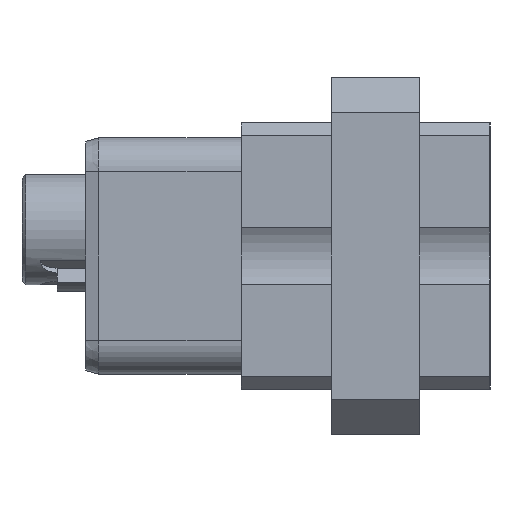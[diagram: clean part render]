
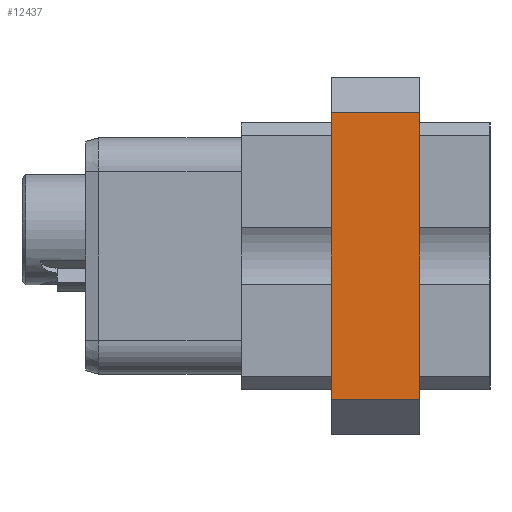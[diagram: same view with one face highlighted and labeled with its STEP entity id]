
A CAD part, left-side view. The second image highlights one B-rep face of the part: STEP entity #12437.
In plain terms, the highlighted planar face has unit normal (-1, 0, 0).
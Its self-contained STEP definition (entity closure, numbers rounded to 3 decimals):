
#295=DIRECTION('',(0.,0.,1.));
#296=VECTOR('',#295,16.3);
#297=CARTESIAN_POINT('',(-28.724,-10.154,-8.15));
#298=LINE('',#297,#296);
#487=DIRECTION('',(0.,1.,0.));
#488=VECTOR('',#487,5.028);
#489=CARTESIAN_POINT('',(-28.724,-10.154,8.15));
#490=LINE('',#489,#488);
#491=DIRECTION('',(0.,0.,1.));
#492=VECTOR('',#491,16.3);
#493=CARTESIAN_POINT('',(-28.724,-5.126,-8.15));
#494=LINE('',#493,#492);
#495=DIRECTION('',(0.,-1.,0.));
#496=VECTOR('',#495,5.028);
#497=CARTESIAN_POINT('',(-28.724,-5.126,-8.15));
#498=LINE('',#497,#496);
#10301=CARTESIAN_POINT('',(-28.724,-5.126,8.15));
#10303=VERTEX_POINT('',#10301);
#10306=CARTESIAN_POINT('',(-28.724,-5.126,-8.15));
#10308=VERTEX_POINT('',#10306);
#10317=CARTESIAN_POINT('',(-28.724,-10.154,8.15));
#10319=VERTEX_POINT('',#10317);
#10322=CARTESIAN_POINT('',(-28.724,-10.154,-8.15));
#10324=VERTEX_POINT('',#10322);
#12424=CARTESIAN_POINT('',(-28.724,-5.65,-10.14));
#12425=DIRECTION('',(-1.,0.,0.));
#12426=DIRECTION('',(0.,0.,1.));
#12427=AXIS2_PLACEMENT_3D('',#12424,#12425,#12426);
#12428=PLANE('',#12427);
#12429=ORIENTED_EDGE('',*,*,#12248,.F.);
#12431=ORIENTED_EDGE('',*,*,#12430,.F.);
#12433=ORIENTED_EDGE('',*,*,#12432,.T.);
#12434=ORIENTED_EDGE('',*,*,#12417,.F.);
#12435=EDGE_LOOP('',(#12429,#12431,#12433,#12434));
#12436=FACE_OUTER_BOUND('',#12435,.F.);
#12437=ADVANCED_FACE('',(#12436),#12428,.T.);
#12248=EDGE_CURVE('',#10324,#10319,#298,.T.);
#12417=EDGE_CURVE('',#10319,#10303,#490,.T.);
#12430=EDGE_CURVE('',#10308,#10324,#498,.T.);
#12432=EDGE_CURVE('',#10308,#10303,#494,.T.);
